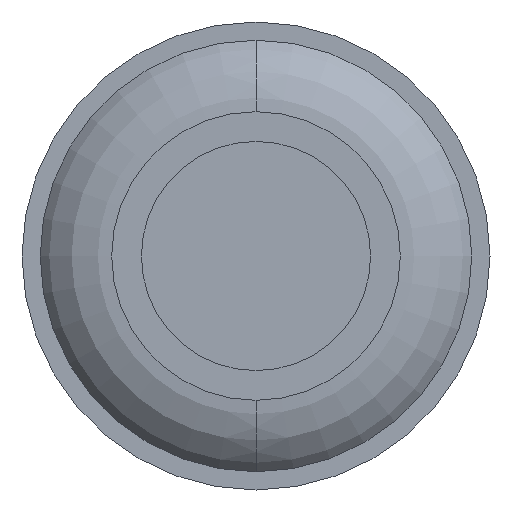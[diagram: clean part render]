
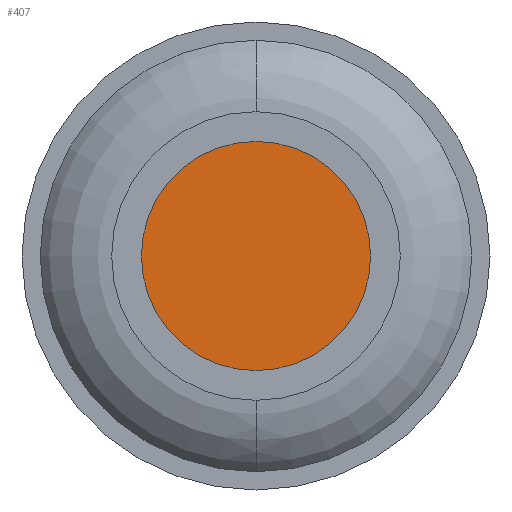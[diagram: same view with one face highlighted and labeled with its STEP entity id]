
A CAD part, front view. The second image highlights one B-rep face of the part: STEP entity #407.
In plain terms, the highlighted planar face has unit normal (0, -1, 0).
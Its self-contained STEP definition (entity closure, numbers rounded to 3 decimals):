
#31 = DIRECTION ( 'NONE',  ( 0., -1., 0. ) ) ;
#88 = DIRECTION ( 'NONE',  ( 0., -1., 0. ) ) ;
#134 = CIRCLE ( 'NONE', #927, 8.5 ) ;
#213 = VERTEX_POINT ( 'NONE', #900 ) ;
#282 = ORIENTED_EDGE ( 'NONE', *, *, #686, .T. ) ;
#306 = DIRECTION ( 'NONE',  ( 0., 0., -1. ) ) ;
#371 = AXIS2_PLACEMENT_3D ( 'NONE', #671, #677, #445 ) ;
#406 = PLANE ( 'NONE',  #654 ) ;
#407 = ADVANCED_FACE ( 'NONE', ( #425 ), #406, .T. ) ;
#425 = FACE_OUTER_BOUND ( 'NONE', #892, .T. ) ;
#426 = CARTESIAN_POINT ( 'NONE',  ( 0., -4., -8.5 ) ) ;
#445 = DIRECTION ( 'NONE',  ( 0., 0., -1. ) ) ;
#483 = DIRECTION ( 'NONE',  ( 0., 0., -1. ) ) ;
#498 = VERTEX_POINT ( 'NONE', #426 ) ;
#628 = EDGE_CURVE ( 'NONE', #213, #498, #134, .T. ) ;
#639 = ORIENTED_EDGE ( 'NONE', *, *, #628, .T. ) ;
#654 = AXIS2_PLACEMENT_3D ( 'NONE', #704, #31, #483 ) ;
#671 = CARTESIAN_POINT ( 'NONE',  ( 0., -4., 0. ) ) ;
#677 = DIRECTION ( 'NONE',  ( 0., -1., 0. ) ) ;
#686 = EDGE_CURVE ( 'NONE', #498, #213, #726, .T. ) ;
#704 = CARTESIAN_POINT ( 'NONE',  ( 0., -4., 0. ) ) ;
#726 = CIRCLE ( 'NONE', #371, 8.5 ) ;
#883 = CARTESIAN_POINT ( 'NONE',  ( 0., -4., 0. ) ) ;
#892 = EDGE_LOOP ( 'NONE', ( #282, #639 ) ) ;
#900 = CARTESIAN_POINT ( 'NONE',  ( 0., -4., 8.5 ) ) ;
#927 = AXIS2_PLACEMENT_3D ( 'NONE', #883, #88, #306 ) ;
